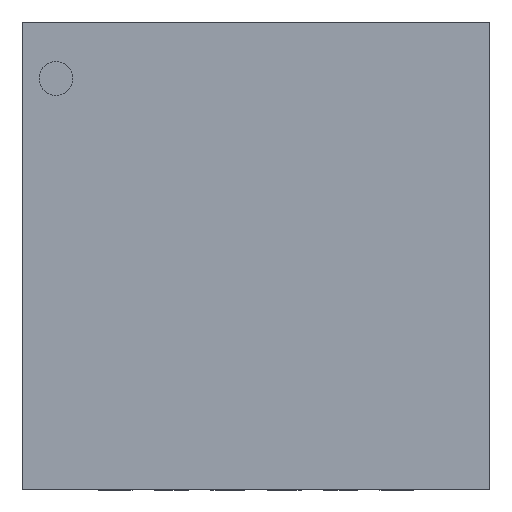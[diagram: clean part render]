
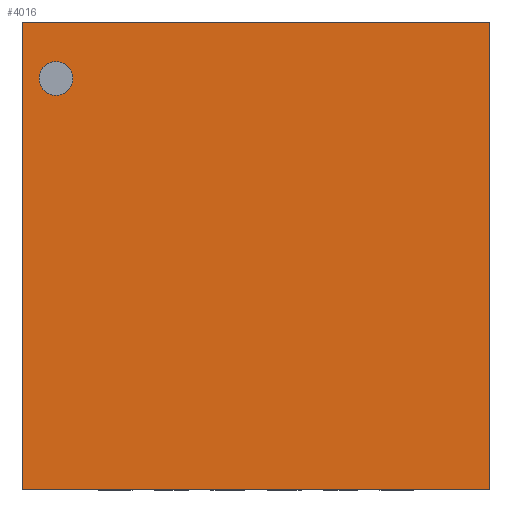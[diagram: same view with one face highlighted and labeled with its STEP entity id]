
A CAD part, top view. The second image highlights one B-rep face of the part: STEP entity #4016.
In plain terms, the highlighted planar face has unit normal (0, 0, 1).
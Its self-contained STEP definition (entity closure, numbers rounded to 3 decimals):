
#326=CARTESIAN_POINT('',(-1.625,1.575,1.0));
#327=VERTEX_POINT('',#326);
#336=CARTESIAN_POINT('',(-1.925,1.575,1.0));
#337=VERTEX_POINT('',#336);
#338=CARTESIAN_POINT('',(-1.775,1.575,1.0));
#339=DIRECTION('',(0.0,0.0,-1.0));
#340=DIRECTION('',(1.0,0.0,0.0));
#341=AXIS2_PLACEMENT_3D('',#338,#339,#340);
#342=CIRCLE('',#341,0.15);
#343=EDGE_CURVE('',#337,#327,#342,.T.);
#377=CARTESIAN_POINT('',(-1.775,1.575,1.0));
#378=DIRECTION('',(0.0,0.0,-1.0));
#379=DIRECTION('',(1.0,0.0,0.0));
#380=AXIS2_PLACEMENT_3D('',#377,#378,#379);
#381=CIRCLE('',#380,0.15);
#382=EDGE_CURVE('',#327,#337,#381,.T.);
#3578=CARTESIAN_POINT('',(2.075,-2.075,1.0));
#3579=VERTEX_POINT('',#3578);
#3586=CARTESIAN_POINT('',(-2.075,-2.075,1.0));
#3587=VERTEX_POINT('',#3586);
#3588=CARTESIAN_POINT('',(2.075,-2.075,1.0));
#3589=DIRECTION('',(-1.0,0.0,0.0));
#3590=VECTOR('',#3589,4.15);
#3591=LINE('',#3588,#3590);
#3592=EDGE_CURVE('',#3579,#3587,#3591,.T.);
#3672=CARTESIAN_POINT('',(2.075,2.075,1.0));
#3673=VERTEX_POINT('',#3672);
#3680=CARTESIAN_POINT('',(2.075,2.075,1.0));
#3681=DIRECTION('',(0.0,-1.0,0.0));
#3682=VECTOR('',#3681,4.15);
#3683=LINE('',#3680,#3682);
#3684=EDGE_CURVE('',#3673,#3579,#3683,.T.);
#3924=CARTESIAN_POINT('',(-2.075,2.075,1.0));
#3925=VERTEX_POINT('',#3924);
#3926=CARTESIAN_POINT('',(-2.075,-2.075,1.0));
#3927=DIRECTION('',(0.0,1.0,0.0));
#3928=VECTOR('',#3927,4.15);
#3929=LINE('',#3926,#3928);
#3930=EDGE_CURVE('',#3587,#3925,#3929,.T.);
#3972=CARTESIAN_POINT('',(-2.075,2.075,1.0));
#3973=DIRECTION('',(1.0,0.0,0.0));
#3974=VECTOR('',#3973,4.15);
#3975=LINE('',#3972,#3974);
#3976=EDGE_CURVE('',#3925,#3673,#3975,.T.);
#4001=CARTESIAN_POINT('',(0.,0.,1.0));
#4002=DIRECTION('',(0.0,0.0,1.0));
#4003=DIRECTION('',(1.0,0.0,0.0));
#4004=AXIS2_PLACEMENT_3D('',#4001,#4002,#4003);
#4005=PLANE('',#4004);
#4006=ORIENTED_EDGE('',*,*,#3684,.F.);
#4007=ORIENTED_EDGE('',*,*,#3976,.F.);
#4008=ORIENTED_EDGE('',*,*,#3930,.F.);
#4009=ORIENTED_EDGE('',*,*,#3592,.F.);
#4010=EDGE_LOOP('',(#4006,#4007,#4008,#4009));
#4011=FACE_OUTER_BOUND('',#4010,.T.);
#4012=ORIENTED_EDGE('',*,*,#382,.T.);
#4013=ORIENTED_EDGE('',*,*,#343,.T.);
#4014=EDGE_LOOP('',(#4012,#4013));
#4015=FACE_BOUND('',#4014,.T.);
#4016=ADVANCED_FACE('',(#4011,#4015),#4005,.T.);
